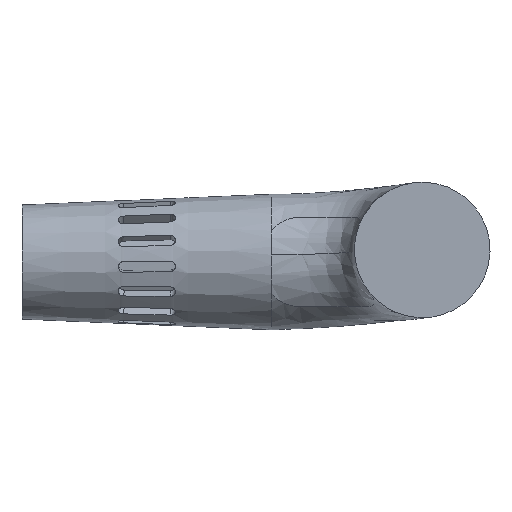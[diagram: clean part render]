
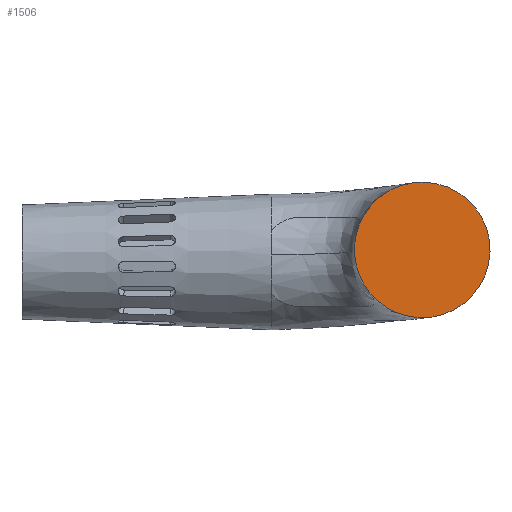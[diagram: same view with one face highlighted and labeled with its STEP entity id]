
A CAD part, left-side view. The second image highlights one B-rep face of the part: STEP entity #1506.
In plain terms, the highlighted planar face has unit normal (-1, 0, 0).
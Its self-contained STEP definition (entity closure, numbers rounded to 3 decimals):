
#156 = AXIS2_PLACEMENT_3D ( 'NONE', #2680, #4229, #4865 ) ;
#229 = DIRECTION ( 'NONE',  ( 0., 0., -1. ) ) ;
#530 = EDGE_CURVE ( 'NONE', #3907, #2310, #4110, .T. ) ;
#712 = CARTESIAN_POINT ( 'NONE',  ( 0., 17.673, 10.373 ) ) ;
#738 = FACE_OUTER_BOUND ( 'NONE', #6007, .T. ) ;
#854 = VERTEX_POINT ( 'NONE', #1686 ) ;
#1157 = DIRECTION ( 'NONE',  ( 1., 0., 0. ) ) ;
#1506 = ADVANCED_FACE ( 'NONE', ( #738 ), #3288, .F. ) ;
#1624 = CARTESIAN_POINT ( 'NONE',  ( 0., 0., 3.394 ) ) ;
#1686 = CARTESIAN_POINT ( 'NONE',  ( 0., 14.931, -8.357 ) ) ;
#1920 = EDGE_CURVE ( 'NONE', #854, #3907, #4871, .T. ) ;
#2310 = VERTEX_POINT ( 'NONE', #712 ) ;
#2680 = CARTESIAN_POINT ( 'NONE',  ( 0., 0., 3.394 ) ) ;
#2719 = AXIS2_PLACEMENT_3D ( 'NONE', #4723, #5795, #229 ) ;
#2848 = CARTESIAN_POINT ( 'NONE',  ( 0., 0., 3.394 ) ) ;
#3037 = DIRECTION ( 'NONE',  ( 1., 0., 0. ) ) ;
#3288 = PLANE ( 'NONE',  #156 ) ;
#3376 = AXIS2_PLACEMENT_3D ( 'NONE', #1624, #1157, #4247 ) ;
#3471 = AXIS2_PLACEMENT_3D ( 'NONE', #2848, #3037, #4518 ) ;
#3907 = VERTEX_POINT ( 'NONE', #6175 ) ;
#4110 = CIRCLE ( 'NONE', #3471, 19. ) ;
#4229 = DIRECTION ( 'NONE',  ( 1., 0., 0. ) ) ;
#4247 = DIRECTION ( 'NONE',  ( 0., 0., -1. ) ) ;
#4343 = EDGE_CURVE ( 'NONE', #2310, #854, #5292, .T. ) ;
#4518 = DIRECTION ( 'NONE',  ( 0., 0., -1. ) ) ;
#4707 = ORIENTED_EDGE ( 'NONE', *, *, #1920, .F. ) ;
#4723 = CARTESIAN_POINT ( 'NONE',  ( 0., 0., 3.394 ) ) ;
#4828 = ORIENTED_EDGE ( 'NONE', *, *, #530, .F. ) ;
#4865 = DIRECTION ( 'NONE',  ( 0., 0., -1. ) ) ;
#4871 = CIRCLE ( 'NONE', #2719, 19. ) ;
#5292 = CIRCLE ( 'NONE', #3376, 19. ) ;
#5795 = DIRECTION ( 'NONE',  ( 1., 0., 0. ) ) ;
#6007 = EDGE_LOOP ( 'NONE', ( #6628, #4828, #4707 ) ) ;
#6175 = CARTESIAN_POINT ( 'NONE',  ( 0., 18.989, 2.749 ) ) ;
#6628 = ORIENTED_EDGE ( 'NONE', *, *, #4343, .F. ) ;
